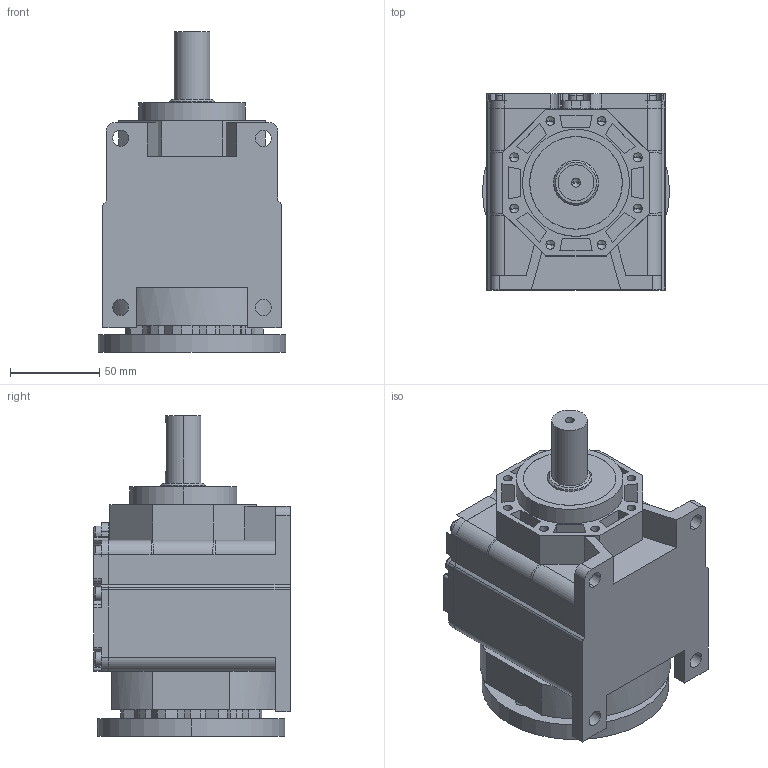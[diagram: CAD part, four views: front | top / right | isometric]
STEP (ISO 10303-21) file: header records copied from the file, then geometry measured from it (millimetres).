
FILE_DESCRIPTION (( 'STEP AP214' ), '1' );
FILE_NAME ('mrd 02.STEP', '2016-05-23T09:41:53', ( 'Usuario' ), ( '' ), 'SwSTEP 2.0', 'SolidWorks 2015', '' );
FILE_SCHEMA (( 'AUTOMOTIVE_DESIGN' ));
Length unit declared in the file: millimetre
Products named in the file (1): mrd 02
Bounding box: 105 x 110 x 180 mm (x, y, z)
Volume: 1066267.7 mm3; surface area: 141731 mm2
Topology: 2 solids, 2 shells, 400 faces, 1038 edges, 657 vertices
Faces by surface type: plane 188, cylinder 162, cone 28, torus 18, bspline 4
Entity records: 14707 total; most frequent: CARTESIAN_POINT 2281, DIRECTION 2158, ORIENTED_EDGE 2024, EDGE_CURVE 1012, AXIS2_PLACEMENT_3D 762, VERTEX_POINT 657, LINE 634, VECTOR 634
